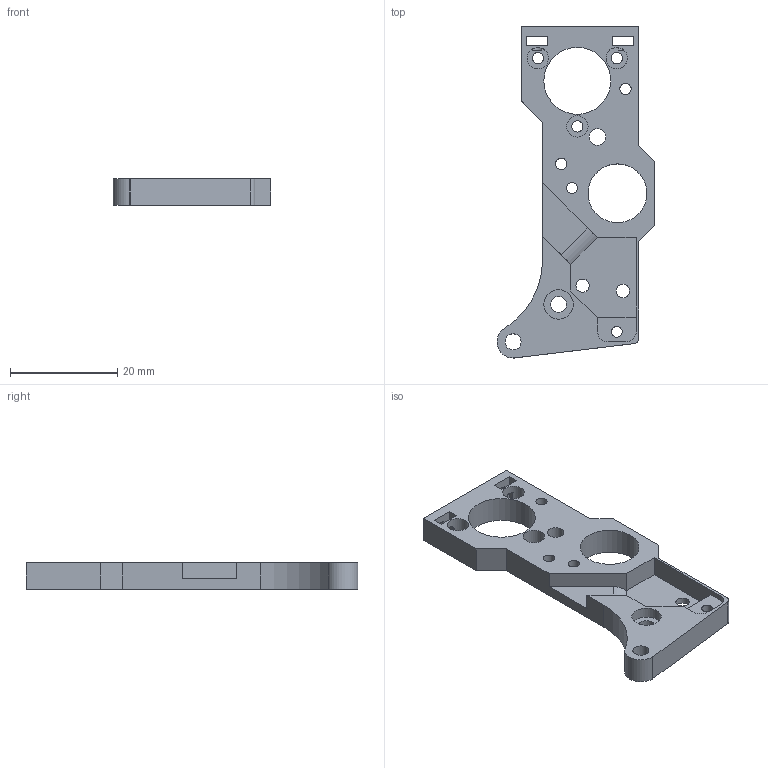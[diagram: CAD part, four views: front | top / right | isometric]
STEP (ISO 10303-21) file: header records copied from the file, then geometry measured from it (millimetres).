
FILE_DESCRIPTION(/* description */ (''),/* implementation_level */ '2;1');
FILE_NAME(/* name */ 'PartA_3gears_3D_ipt_e7ac7392.STEP',/* time_stamp */ '2021-11-25T15:13:44-03:00',/* author */ ('Acer'),/* organization */ (''),/* preprocessor_version */ 'ST-DEVELOPER v18.1',/* originating_system */ 'Autodesk Inventor 2020',/* authorisation */ '');
FILE_SCHEMA (('AUTOMOTIVE_DESIGN { 1 0 10303 214 3 1 1 }'));
Length unit declared in the file: millimetre
Products named in the file (1): PartA_3gears_3D
Bounding box: 29.5 x 62 x 5 mm (x, y, z)
Volume: 3806.7 mm3; surface area: 4044.5 mm2
Topology: 1 solids, 1 shells, 95 faces, 267 edges, 180 vertices
Faces by surface type: plane 67, cylinder 28
Full cylindrical faces by diameter (mm): 2 x5, 2.1 x6, 2.5 x2, 3 x2, 3.1 x1, 4 x3, 5.5 x1, 11 x1, 12.5 x1
Entity records: 3337 total; most frequent: CARTESIAN_POINT 587, ORIENTED_EDGE 534, DIRECTION 522, EDGE_CURVE 267, LINE 196, VECTOR 196, VERTEX_POINT 180, AXIS2_PLACEMENT_3D 163
